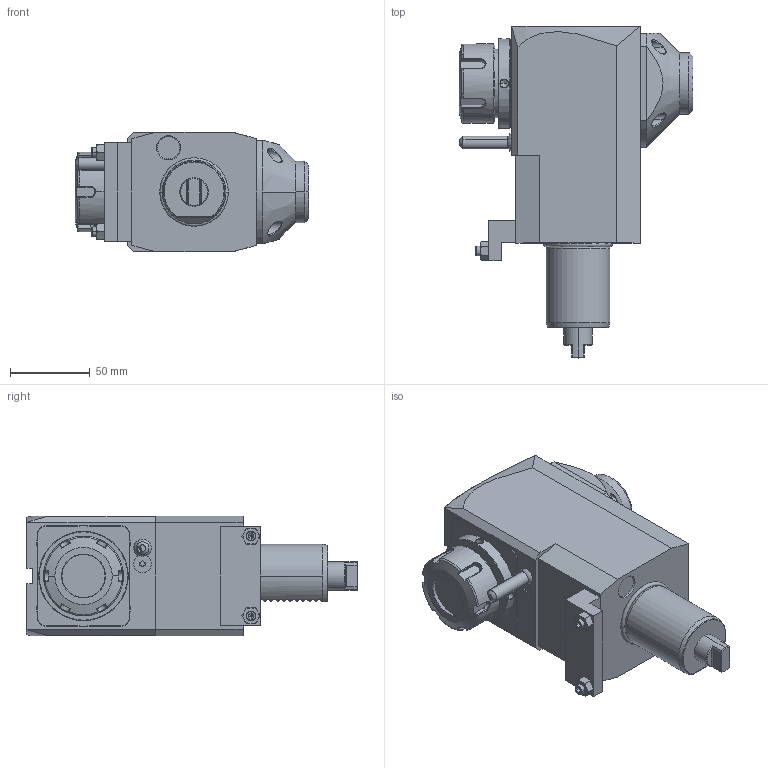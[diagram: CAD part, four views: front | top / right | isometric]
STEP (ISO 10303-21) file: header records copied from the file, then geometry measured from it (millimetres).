
FILE_DESCRIPTION((''),'2;1');
FILE_NAME('NGT1_40_221_32_3_2_100D','2022-02-14T',('vali'),('NOVA GRUP'),'PRO/ENGINEER BY PARAMETRIC TECHNOLOGY CORPORATION, 2010280','PRO/ENGINEER BY PARAMETRIC TECHNOLOGY CORPORATION, 2010280','');
FILE_SCHEMA(('CONFIG_CONTROL_DESIGN'));
Length unit declared in the file: millimetre
Products named in the file (1): NGT1_40_221_32_3_2_100D
Bounding box: 146.6 x 208 x 75 mm (x, y, z)
Volume: 1026571.3 mm3; surface area: 80685.9 mm2
Topology: 1 solids, 1 shells, 445 faces, 1114 edges, 677 vertices
Faces by surface type: plane 181, cylinder 99, cone 98, bspline 50, torus 13, extrusion 2, sphere 2
Entity records: 19514 total; most frequent: CARTESIAN_POINT 9695, ORIENTED_EDGE 2172, DIRECTION 1769, EDGE_CURVE 1086, VERTEX_POINT 677, AXIS2_PLACEMENT_3D 636, VECTOR 497, LINE 495
